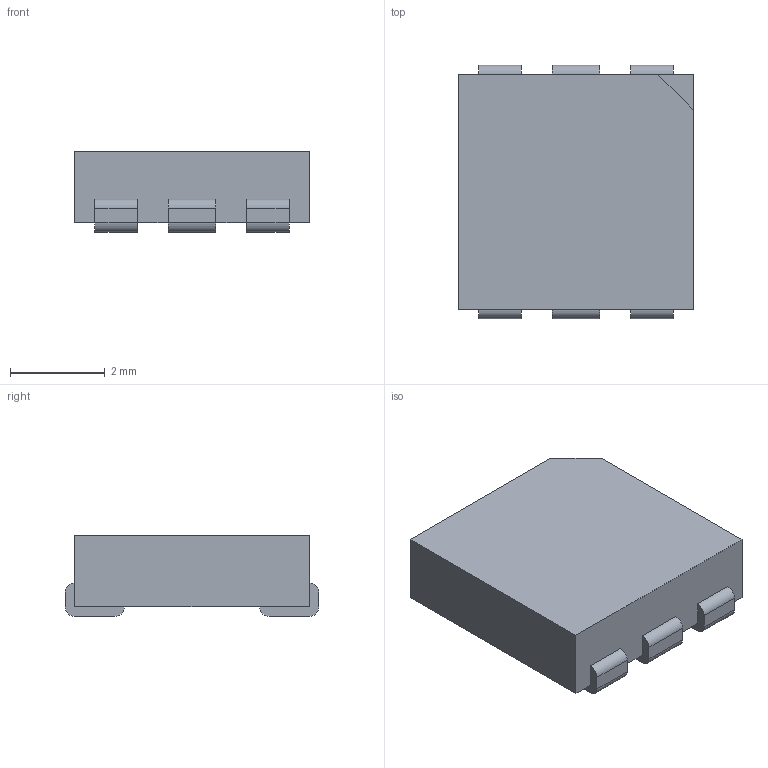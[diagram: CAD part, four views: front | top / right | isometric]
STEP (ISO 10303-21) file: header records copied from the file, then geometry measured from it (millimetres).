
FILE_DESCRIPTION (( 'STEP AP214' ), '1' );
FILE_NAME ('User Library-LED - SMD RGB (WS2812).STEP', '2015-05-12T16:01:11', ( 'Windows User' ), ( '' ), 'SwSTEP 2.0', 'SolidWorks 2015', '' );
FILE_SCHEMA (( 'AUTOMOTIVE_DESIGN' ));
Length unit declared in the file: millimetre
Products named in the file (1): User Library-LED - SMD RGB (WS2812)
Bounding box: 4.95 x 5.35 x 1.7 mm (x, y, z)
Volume: 38.3 mm3; surface area: 86 mm2
Topology: 1 solids, 1 shells, 53 faces, 150 edges, 100 vertices
Faces by surface type: plane 33, cylinder 20
Entity records: 2341 total; most frequent: CARTESIAN_POINT 304, ORIENTED_EDGE 300, DIRECTION 298, EDGE_CURVE 150, LINE 110, VECTOR 110, VERTEX_POINT 100, AXIS2_PLACEMENT_3D 94
